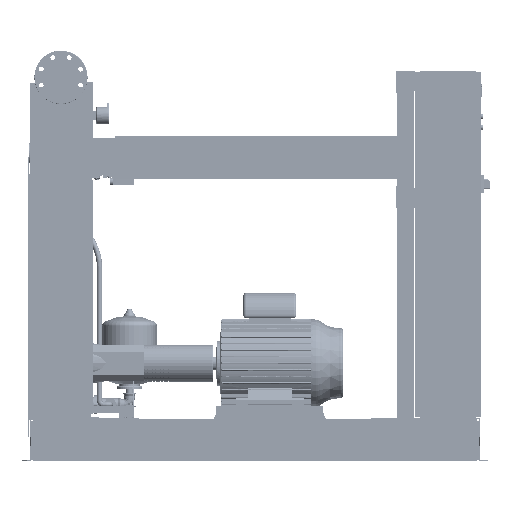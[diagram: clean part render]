
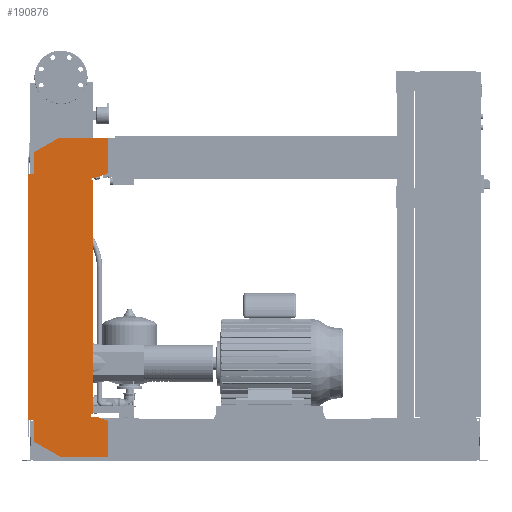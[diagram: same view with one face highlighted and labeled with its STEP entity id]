
A CAD part, front view. The second image highlights one B-rep face of the part: STEP entity #190876.
In plain terms, the highlighted free-form (B-spline) face has degree [1, 1] with [2, 2] control points.
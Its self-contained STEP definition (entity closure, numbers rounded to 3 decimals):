
#190361=CARTESIAN_POINT('',(-102.0,-565.5,1076.0));
#190362=VERTEX_POINT('',#190361);
#190369=CARTESIAN_POINT('',(-102.0,-565.5,1158.574));
#190370=VERTEX_POINT('',#190369);
#190371=CARTESIAN_POINT('',(-102.0,-565.5,1076.0));
#190372=DIRECTION('',(0.0,0.0,1.0));
#190373=VECTOR('',#190372,82.574);
#190374=LINE('',#190371,#190373);
#190375=EDGE_CURVE('',#190362,#190370,#190374,.T.);
#190393=CARTESIAN_POINT('',(-6.,-565.5,1214.0));
#190394=VERTEX_POINT('',#190393);
#190395=CARTESIAN_POINT('',(-102.0,-565.5,1158.574));
#190396=DIRECTION('',(0.866,0.0,0.5));
#190397=VECTOR('',#190396,110.851);
#190398=LINE('',#190395,#190397);
#190399=EDGE_CURVE('',#190370,#190394,#190398,.T.);
#190417=CARTESIAN_POINT('',(177.0,-565.5,1214.0));
#190418=VERTEX_POINT('',#190417);
#190419=CARTESIAN_POINT('',(-6.,-565.5,1214.0));
#190420=DIRECTION('',(1.0,0.0,0.0));
#190421=VECTOR('',#190420,183.0);
#190422=LINE('',#190419,#190421);
#190423=EDGE_CURVE('',#190394,#190418,#190422,.T.);
#190441=CARTESIAN_POINT('',(177.0,-565.5,1080.379));
#190442=VERTEX_POINT('',#190441);
#190443=CARTESIAN_POINT('',(177.0,-565.5,1214.0));
#190444=DIRECTION('',(0.0,0.0,-1.0));
#190445=VECTOR('',#190444,133.621);
#190446=LINE('',#190443,#190445);
#190447=EDGE_CURVE('',#190418,#190442,#190446,.T.);
#190465=CARTESIAN_POINT('',(132.,-565.5,1064.0));
#190466=VERTEX_POINT('',#190465);
#190467=CARTESIAN_POINT('',(177.0,-565.5,1080.379));
#190468=DIRECTION('',(-0.94,0.0,-0.342));
#190469=VECTOR('',#190468,47.888);
#190470=LINE('',#190467,#190469);
#190471=EDGE_CURVE('',#190442,#190466,#190470,.T.);
#190489=CARTESIAN_POINT('',(112.0,-565.5,1064.0));
#190490=VERTEX_POINT('',#190489);
#190491=CARTESIAN_POINT('',(132.,-565.5,1064.0));
#190492=DIRECTION('',(-1.0,0.0,0.0));
#190493=VECTOR('',#190492,20.);
#190494=LINE('',#190491,#190493);
#190495=EDGE_CURVE('',#190466,#190490,#190494,.T.);
#190513=CARTESIAN_POINT('',(112.0,-565.5,1056.0));
#190514=VERTEX_POINT('',#190513);
#190515=CARTESIAN_POINT('',(112.0,-565.5,1064.0));
#190516=DIRECTION('',(0.0,0.0,-1.0));
#190517=VECTOR('',#190516,8.0);
#190518=LINE('',#190515,#190517);
#190519=EDGE_CURVE('',#190490,#190514,#190518,.T.);
#190537=CARTESIAN_POINT('',(120.,-565.5,1056.0));
#190538=VERTEX_POINT('',#190537);
#190539=CARTESIAN_POINT('',(112.0,-565.5,1056.0));
#190540=DIRECTION('',(1.0,0.0,0.0));
#190541=VECTOR('',#190540,8.);
#190542=LINE('',#190539,#190541);
#190543=EDGE_CURVE('',#190514,#190538,#190542,.T.);
#190561=CARTESIAN_POINT('',(120.,-565.5,176.));
#190562=VERTEX_POINT('',#190561);
#190573=CARTESIAN_POINT('',(120.,-565.5,1056.0));
#190574=DIRECTION('',(0.0,0.0,-1.0));
#190575=VECTOR('',#190574,880.);
#190576=LINE('',#190573,#190575);
#190577=EDGE_CURVE('',#190538,#190562,#190576,.T.);
#190591=CARTESIAN_POINT('',(112.,-565.5,176.));
#190592=VERTEX_POINT('',#190591);
#190593=CARTESIAN_POINT('',(120.,-565.5,176.));
#190594=DIRECTION('',(-1.0,0.0,0.0));
#190595=VECTOR('',#190594,8.);
#190596=LINE('',#190593,#190595);
#190597=EDGE_CURVE('',#190562,#190592,#190596,.T.);
#190615=CARTESIAN_POINT('',(112.,-565.5,168.));
#190616=VERTEX_POINT('',#190615);
#190617=CARTESIAN_POINT('',(112.,-565.5,176.));
#190618=DIRECTION('',(0.0,0.0,-1.0));
#190619=VECTOR('',#190618,8.0);
#190620=LINE('',#190617,#190619);
#190621=EDGE_CURVE('',#190592,#190616,#190620,.T.);
#190639=CARTESIAN_POINT('',(132.,-565.5,168.));
#190640=VERTEX_POINT('',#190639);
#190641=CARTESIAN_POINT('',(112.,-565.5,168.));
#190642=DIRECTION('',(1.0,0.0,0.0));
#190643=VECTOR('',#190642,20.0);
#190644=LINE('',#190641,#190643);
#190645=EDGE_CURVE('',#190616,#190640,#190644,.T.);
#190663=CARTESIAN_POINT('',(177.,-565.5,151.621));
#190664=VERTEX_POINT('',#190663);
#190665=CARTESIAN_POINT('',(132.,-565.5,168.));
#190666=DIRECTION('',(0.94,0.0,-0.342));
#190667=VECTOR('',#190666,47.888);
#190668=LINE('',#190665,#190667);
#190669=EDGE_CURVE('',#190640,#190664,#190668,.T.);
#190687=CARTESIAN_POINT('',(177.,-565.5,18.0));
#190688=VERTEX_POINT('',#190687);
#190689=CARTESIAN_POINT('',(177.,-565.5,151.621));
#190690=DIRECTION('',(0.0,0.0,-1.0));
#190691=VECTOR('',#190690,133.621);
#190692=LINE('',#190689,#190691);
#190693=EDGE_CURVE('',#190664,#190688,#190692,.T.);
#190711=CARTESIAN_POINT('',(-4.,-565.5,18.0));
#190712=VERTEX_POINT('',#190711);
#190713=CARTESIAN_POINT('',(177.,-565.5,18.0));
#190714=DIRECTION('',(-1.0,0.0,0.0));
#190715=VECTOR('',#190714,181.);
#190716=LINE('',#190713,#190715);
#190717=EDGE_CURVE('',#190688,#190712,#190716,.T.);
#190735=CARTESIAN_POINT('',(-102.,-565.5,74.58));
#190736=VERTEX_POINT('',#190735);
#190737=CARTESIAN_POINT('',(-4.,-565.5,18.0));
#190738=DIRECTION('',(-0.866,0.0,0.5));
#190739=VECTOR('',#190738,113.161);
#190740=LINE('',#190737,#190739);
#190741=EDGE_CURVE('',#190712,#190736,#190740,.T.);
#190759=CARTESIAN_POINT('',(-102.,-565.5,156.0));
#190760=VERTEX_POINT('',#190759);
#190761=CARTESIAN_POINT('',(-102.,-565.5,74.58));
#190762=DIRECTION('',(0.0,0.0,1.0));
#190763=VECTOR('',#190762,81.42);
#190764=LINE('',#190761,#190763);
#190765=EDGE_CURVE('',#190736,#190760,#190764,.T.);
#190783=CARTESIAN_POINT('',(-122.,-565.5,156.0));
#190784=VERTEX_POINT('',#190783);
#190785=CARTESIAN_POINT('',(-102.,-565.5,156.0));
#190786=DIRECTION('',(-1.0,0.0,0.0));
#190787=VECTOR('',#190786,20.0);
#190788=LINE('',#190785,#190787);
#190789=EDGE_CURVE('',#190760,#190784,#190788,.T.);
#190807=CARTESIAN_POINT('',(-122.0,-565.5,1076.0));
#190808=VERTEX_POINT('',#190807);
#190821=CARTESIAN_POINT('',(-122.,-565.5,156.0));
#190822=DIRECTION('',(0.0,0.0,1.0));
#190823=VECTOR('',#190822,920.0);
#190824=LINE('',#190821,#190823);
#190825=EDGE_CURVE('',#190784,#190808,#190824,.T.);
#190839=CARTESIAN_POINT('',(-122.0,-565.5,1076.0));
#190840=DIRECTION('',(1.0,0.0,0.0));
#190841=VECTOR('',#190840,20.0);
#190842=LINE('',#190839,#190841);
#190843=EDGE_CURVE('',#190808,#190362,#190842,.T.);
#190849=CARTESIAN_POINT('',(-122.,-565.5,18.0));
#190850=CARTESIAN_POINT('',(177.0,-565.5,18.0));
#190851=CARTESIAN_POINT('',(-122.,-565.5,1214.0));
#190852=CARTESIAN_POINT('',(177.0,-565.5,1214.0));
#190853=B_SPLINE_SURFACE_WITH_KNOTS('',1,1,((#190849,#190851),(#190850,#190852)),.UNSPECIFIED.,.F.,.F.,.U.,(2,2),(2,2),(0.0,299.),(0.0,1196.0),.UNSPECIFIED.);
#190854=ORIENTED_EDGE('',*,*,#190843,.F.);
#190855=ORIENTED_EDGE('',*,*,#190825,.F.);
#190856=ORIENTED_EDGE('',*,*,#190789,.F.);
#190857=ORIENTED_EDGE('',*,*,#190765,.F.);
#190858=ORIENTED_EDGE('',*,*,#190741,.F.);
#190859=ORIENTED_EDGE('',*,*,#190717,.F.);
#190860=ORIENTED_EDGE('',*,*,#190693,.F.);
#190861=ORIENTED_EDGE('',*,*,#190669,.F.);
#190862=ORIENTED_EDGE('',*,*,#190645,.F.);
#190863=ORIENTED_EDGE('',*,*,#190621,.F.);
#190864=ORIENTED_EDGE('',*,*,#190597,.F.);
#190865=ORIENTED_EDGE('',*,*,#190577,.F.);
#190866=ORIENTED_EDGE('',*,*,#190543,.F.);
#190867=ORIENTED_EDGE('',*,*,#190519,.F.);
#190868=ORIENTED_EDGE('',*,*,#190495,.F.);
#190869=ORIENTED_EDGE('',*,*,#190471,.F.);
#190870=ORIENTED_EDGE('',*,*,#190447,.F.);
#190871=ORIENTED_EDGE('',*,*,#190423,.F.);
#190872=ORIENTED_EDGE('',*,*,#190399,.F.);
#190873=ORIENTED_EDGE('',*,*,#190375,.F.);
#190874=EDGE_LOOP('',(#190854,#190855,#190856,#190857,#190858,#190859,#190860,#190861,#190862,#190863,#190864,#190865,#190866,#190867,#190868,#190869,#190870,#190871,#190872,#190873));
#190875=FACE_OUTER_BOUND('',#190874,.T.);
#190876=ADVANCED_FACE('',(#190875),#190853,.T.);
